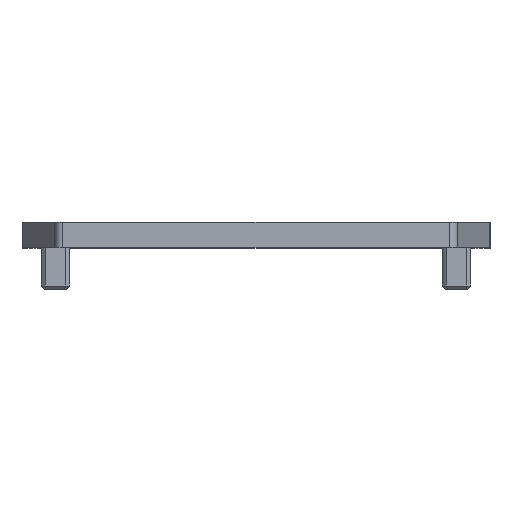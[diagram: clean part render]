
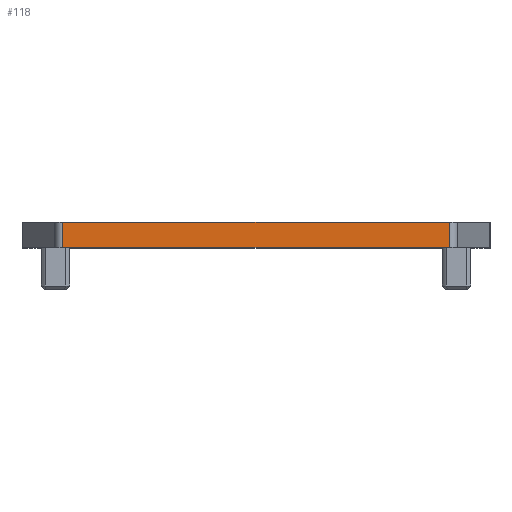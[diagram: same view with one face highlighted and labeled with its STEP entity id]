
A CAD part, top view. The second image highlights one B-rep face of the part: STEP entity #118.
In plain terms, the highlighted planar face has unit normal (0, 0, 1).
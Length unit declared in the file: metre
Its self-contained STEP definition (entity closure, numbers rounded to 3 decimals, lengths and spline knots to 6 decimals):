
#118 = ADVANCED_FACE( '', ( #248 ), #249, .F. );
#248 = FACE_OUTER_BOUND( '', #416, .T. );
#249 = PLANE( '', #417 );
#416 = EDGE_LOOP( '', ( #847, #848, #849, #850 ) );
#417 = AXIS2_PLACEMENT_3D( '', #851, #852, #853 );
#847 = ORIENTED_EDGE( '', *, *, #1153, .T. );
#848 = ORIENTED_EDGE( '', *, *, #1296, .T. );
#849 = ORIENTED_EDGE( '', *, *, #1288, .F. );
#850 = ORIENTED_EDGE( '', *, *, #1297, .T. );
#851 = CARTESIAN_POINT( '', ( -0.01194, 0.0015, 0.0249 ) );
#852 = DIRECTION( '', ( 0., 0., -1. ) );
#853 = DIRECTION( '', ( -1., 0., 0. ) );
#1153 = EDGE_CURVE( '', #1370, #1368, #1371, .T. );
#1288 = EDGE_CURVE( '', #1599, #1601, #1602, .T. );
#1296 = EDGE_CURVE( '', #1368, #1601, #1612, .F. );
#1297 = EDGE_CURVE( '', #1599, #1370, #1613, .T. );
#1368 = VERTEX_POINT( '', #1702 );
#1370 = VERTEX_POINT( '', #1704 );
#1371 = LINE( '', #1705, #1706 );
#1599 = VERTEX_POINT( '', #2077 );
#1601 = VERTEX_POINT( '', #2079 );
#1602 = LINE( '', #2080, #2081 );
#1612 = LINE( '', #2096, #2097 );
#1613 = LINE( '', #2098, #2099 );
#1702 = CARTESIAN_POINT( '', ( 0.011556, 0., 0.0249 ) );
#1704 = CARTESIAN_POINT( '', ( -0.011556, 0., 0.0249 ) );
#1705 = CARTESIAN_POINT( '', ( -0.01194, 0., 0.0249 ) );
#1706 = VECTOR( '', #2193, 1. );
#2077 = CARTESIAN_POINT( '', ( -0.011556, 0.0015, 0.0249 ) );
#2079 = CARTESIAN_POINT( '', ( 0.011556, 0.0015, 0.0249 ) );
#2080 = CARTESIAN_POINT( '', ( -0.01194, 0.0015, 0.0249 ) );
#2081 = VECTOR( '', #2400, 1. );
#2096 = CARTESIAN_POINT( '', ( 0.011556, 0.0015, 0.0249 ) );
#2097 = VECTOR( '', #2412, 1. );
#2098 = CARTESIAN_POINT( '', ( -0.011556, 0.0015, 0.0249 ) );
#2099 = VECTOR( '', #2413, 1. );
#2193 = DIRECTION( '', ( 1., 0., 0. ) );
#2400 = DIRECTION( '', ( 1., 0., 0. ) );
#2412 = DIRECTION( '', ( 0., -1., 0. ) );
#2413 = DIRECTION( '', ( 0., -1., 0. ) );
